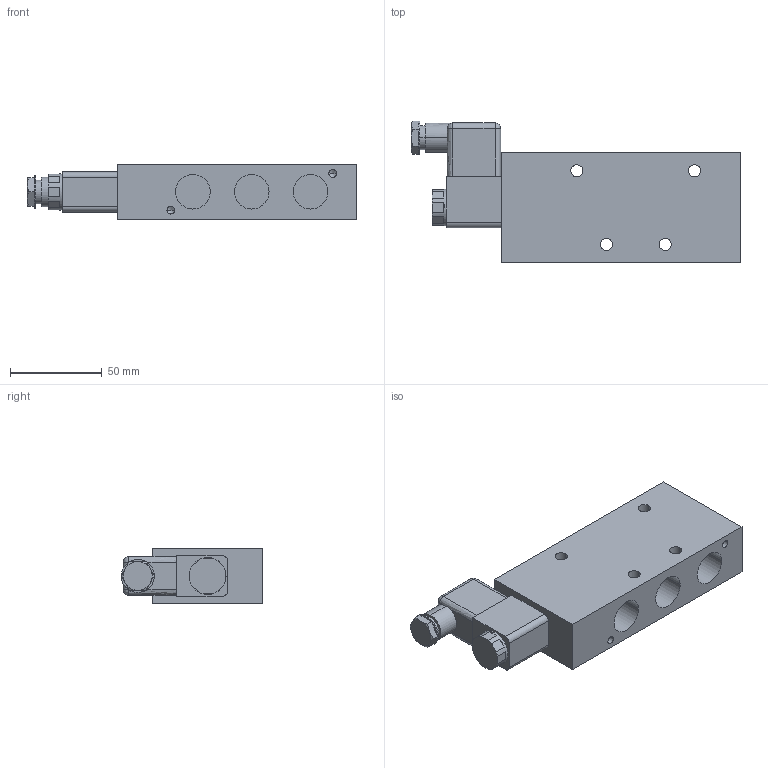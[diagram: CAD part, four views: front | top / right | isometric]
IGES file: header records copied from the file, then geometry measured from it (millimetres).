
Start section:  PTC IGES file: GZ-MH51_121G.igs
Global section: file name: GZ-MH51_121G.igs; native system: tburjan by Parametric Technology Corporation; preprocessor: 2001360; author: Unknown; organization: PTC; date: 120221.150424; units: millimetre
Bounding box: 179 x 77 x 30 mm (x, y, z)
Surface area: 41440.5 mm2 (no closed solid volume)
Topology: 0 solids, 2 shells, 129 faces, 306 edges, 191 vertices
Faces by surface type: bspline 67, revolution 62
